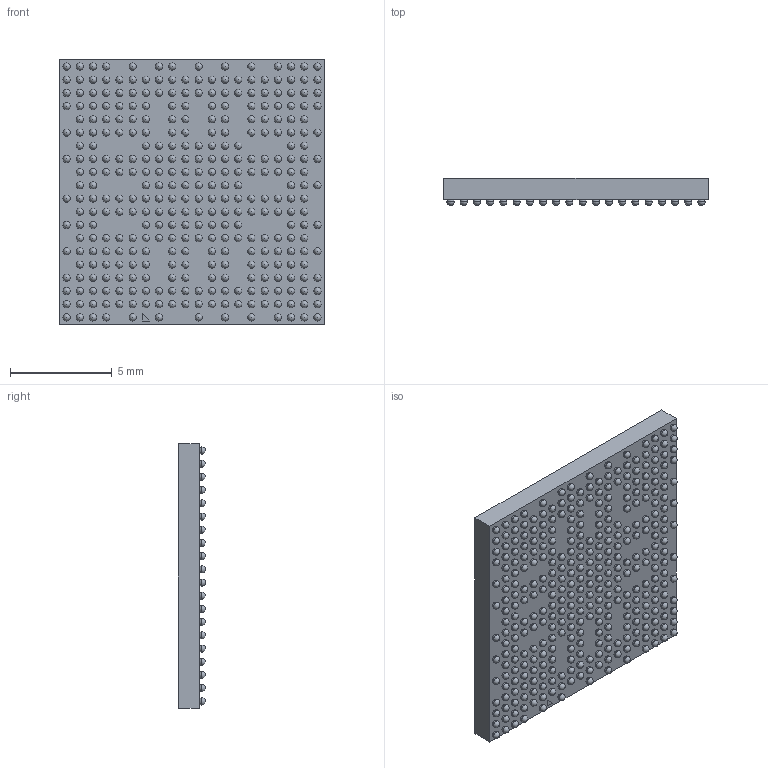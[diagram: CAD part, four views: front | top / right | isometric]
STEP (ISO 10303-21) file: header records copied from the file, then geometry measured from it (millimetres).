
FILE_DESCRIPTION (( 'STEP AP214' ), '1' );
FILE_NAME ('Allwinner D1.STEP', '2022-02-17T18:15:06', ( '' ), ( '' ), 'SwSTEP 2.0', 'SolidWorks 2017', '' );
FILE_SCHEMA (( 'AUTOMOTIVE_DESIGN' ));
Length unit declared in the file: millimetre
Products named in the file (1): Allwinner D1
Bounding box: 13 x 1.33 x 13 mm (x, y, z)
Volume: 181.2 mm3; surface area: 520.5 mm2
Topology: 340 solids, 340 shells, 1033 faces, 2738 edges, 2050 vertices
Faces by surface type: sphere 674, plane 355, cylinder 4
Entity records: 27229 total; most frequent: DIRECTION 4814, CARTESIAN_POINT 3800, ORIENTED_EDGE 2780, AXIS2_PLACEMENT_3D 2390, EDGE_CURVE 1390, VERTEX_POINT 1376, EDGE_LOOP 1372, CIRCLE 1356
